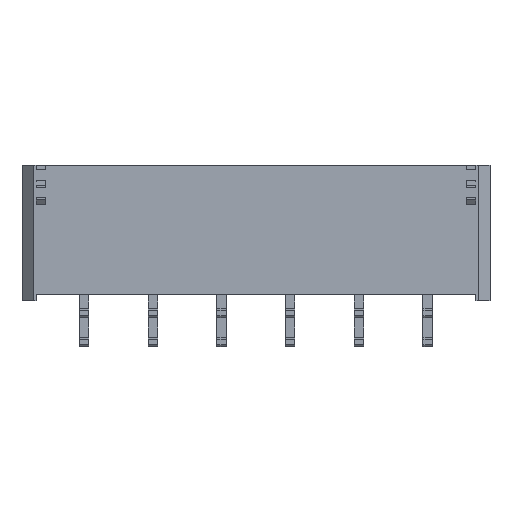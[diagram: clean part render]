
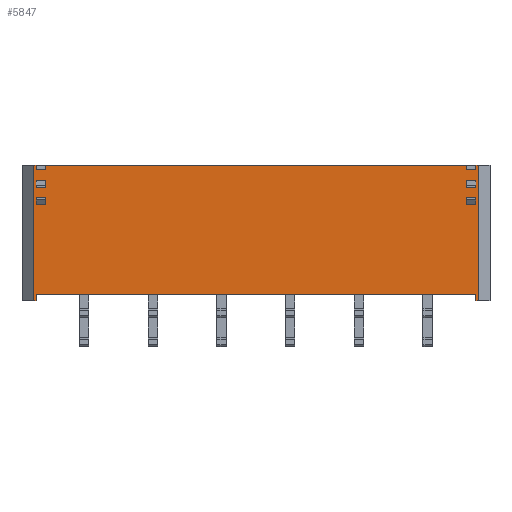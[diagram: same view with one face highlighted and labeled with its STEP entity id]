
A CAD part, front view. The second image highlights one B-rep face of the part: STEP entity #5847.
In plain terms, the highlighted planar face has unit normal (0, -1, 0).
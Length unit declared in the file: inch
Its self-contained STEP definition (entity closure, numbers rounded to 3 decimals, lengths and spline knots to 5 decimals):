
#13=DIRECTION('',(1.,0.,0.));
#14=VECTOR('',#13,0.0105);
#15=CARTESIAN_POINT('',(-0.955,-0.227,-0.2905));
#16=LINE('',#15,#14);
#45=DIRECTION('',(1.,0.,0.));
#46=VECTOR('',#45,0.0105);
#47=CARTESIAN_POINT('',(0.9445,-0.227,-0.2905));
#48=LINE('',#47,#46);
#93=DIRECTION('',(0.,0.,1.));
#94=VECTOR('',#93,0.015);
#95=CARTESIAN_POINT('',(-0.9045,-0.227,0.1385));
#96=LINE('',#95,#94);
#97=DIRECTION('',(-1.,0.,0.));
#98=VECTOR('',#97,0.04);
#99=CARTESIAN_POINT('',(-0.9045,-0.227,0.1535));
#100=LINE('',#99,#98);
#101=DIRECTION('',(0.,0.,1.));
#102=VECTOR('',#101,0.015);
#103=CARTESIAN_POINT('',(-0.9445,-0.227,0.1385));
#104=LINE('',#103,#102);
#105=DIRECTION('',(-1.,0.,0.));
#106=VECTOR('',#105,0.04);
#107=CARTESIAN_POINT('',(-0.9045,-0.227,0.1385));
#108=LINE('',#107,#106);
#109=DIRECTION('',(0.,0.,1.));
#110=VECTOR('',#109,0.015);
#111=CARTESIAN_POINT('',(-0.9045,-0.227,0.1935));
#112=LINE('',#111,#110);
#113=DIRECTION('',(-1.,0.,0.));
#114=VECTOR('',#113,0.04);
#115=CARTESIAN_POINT('',(-0.9045,-0.227,0.2085));
#116=LINE('',#115,#114);
#117=DIRECTION('',(0.,0.,1.));
#118=VECTOR('',#117,0.015);
#119=CARTESIAN_POINT('',(-0.9445,-0.227,0.1935));
#120=LINE('',#119,#118);
#121=DIRECTION('',(-1.,0.,0.));
#122=VECTOR('',#121,0.04);
#123=CARTESIAN_POINT('',(-0.9045,-0.227,0.1935));
#124=LINE('',#123,#122);
#125=DIRECTION('',(0.,0.,1.));
#126=VECTOR('',#125,0.015);
#127=CARTESIAN_POINT('',(0.9045,-0.227,0.1385));
#128=LINE('',#127,#126);
#129=DIRECTION('',(1.,0.,0.));
#130=VECTOR('',#129,0.04);
#131=CARTESIAN_POINT('',(0.9045,-0.227,0.1385));
#132=LINE('',#131,#130);
#133=DIRECTION('',(0.,0.,1.));
#134=VECTOR('',#133,0.015);
#135=CARTESIAN_POINT('',(0.9445,-0.227,0.1385));
#136=LINE('',#135,#134);
#137=DIRECTION('',(1.,0.,0.));
#138=VECTOR('',#137,0.04);
#139=CARTESIAN_POINT('',(0.9045,-0.227,0.1535));
#140=LINE('',#139,#138);
#141=DIRECTION('',(0.,0.,1.));
#142=VECTOR('',#141,0.015);
#143=CARTESIAN_POINT('',(0.9045,-0.227,0.1935));
#144=LINE('',#143,#142);
#145=DIRECTION('',(1.,0.,0.));
#146=VECTOR('',#145,0.04);
#147=CARTESIAN_POINT('',(0.9045,-0.227,0.1935));
#148=LINE('',#147,#146);
#149=DIRECTION('',(0.,0.,1.));
#150=VECTOR('',#149,0.015);
#151=CARTESIAN_POINT('',(0.9445,-0.227,0.1935));
#152=LINE('',#151,#150);
#153=DIRECTION('',(1.,0.,0.));
#154=VECTOR('',#153,0.04);
#155=CARTESIAN_POINT('',(0.9045,-0.227,0.2085));
#156=LINE('',#155,#154);
#157=DIRECTION('',(-1.,0.,0.));
#158=VECTOR('',#157,0.04);
#159=CARTESIAN_POINT('',(0.9445,-0.227,0.2705));
#160=LINE('',#159,#158);
#161=DIRECTION('',(0.,0.,-1.));
#162=VECTOR('',#161,0.02);
#163=CARTESIAN_POINT('',(0.9445,-0.227,0.2905));
#164=LINE('',#163,#162);
#165=DIRECTION('',(0.,0.,1.));
#166=VECTOR('',#165,0.025);
#167=CARTESIAN_POINT('',(0.9445,-0.227,-0.2905));
#168=LINE('',#167,#166);
#169=DIRECTION('',(1.,0.,0.));
#170=VECTOR('',#169,1.889);
#171=CARTESIAN_POINT('',(-0.9445,-0.227,-0.2655));
#172=LINE('',#171,#170);
#173=DIRECTION('',(0.,0.,1.));
#174=VECTOR('',#173,0.025);
#175=CARTESIAN_POINT('',(-0.9445,-0.227,-0.2905));
#176=LINE('',#175,#174);
#177=DIRECTION('',(0.,0.,1.));
#178=VECTOR('',#177,0.581);
#179=CARTESIAN_POINT('',(-0.955,-0.227,-0.2905));
#180=LINE('',#179,#178);
#181=DIRECTION('',(0.,0.,-1.));
#182=VECTOR('',#181,0.02);
#183=CARTESIAN_POINT('',(-0.9445,-0.227,0.2905));
#184=LINE('',#183,#182);
#185=DIRECTION('',(-1.,0.,0.));
#186=VECTOR('',#185,0.04);
#187=CARTESIAN_POINT('',(-0.9045,-0.227,0.2705));
#188=LINE('',#187,#186);
#189=DIRECTION('',(0.,0.,-1.));
#190=VECTOR('',#189,0.02);
#191=CARTESIAN_POINT('',(-0.9045,-0.227,0.2905));
#192=LINE('',#191,#190);
#193=DIRECTION('',(0.,0.,-1.));
#194=VECTOR('',#193,0.02);
#195=CARTESIAN_POINT('',(0.9045,-0.227,0.2905));
#196=LINE('',#195,#194);
#693=DIRECTION('',(1.,0.,0.));
#694=VECTOR('',#693,1.809);
#695=CARTESIAN_POINT('',(-0.9045,-0.227,0.2905));
#696=LINE('',#695,#694);
#709=DIRECTION('',(1.,0.,0.));
#710=VECTOR('',#709,0.0105);
#711=CARTESIAN_POINT('',(-0.955,-0.227,0.2905));
#712=LINE('',#711,#710);
#757=DIRECTION('',(1.,0.,0.));
#758=VECTOR('',#757,0.0105);
#759=CARTESIAN_POINT('',(0.9445,-0.227,0.2905));
#760=LINE('',#759,#758);
#3611=DIRECTION('',(0.,0.,1.));
#3612=VECTOR('',#3611,0.581);
#3613=CARTESIAN_POINT('',(0.955,-0.227,-0.2905));
#3614=LINE('',#3613,#3612);
#4270=CARTESIAN_POINT('',(-0.955,-0.227,-0.2905));
#4272=VERTEX_POINT('',#4270);
#4273=CARTESIAN_POINT('',(0.955,-0.227,-0.2905));
#4275=VERTEX_POINT('',#4273);
#4285=CARTESIAN_POINT('',(-0.955,-0.227,0.2905));
#4286=VERTEX_POINT('',#4285);
#4287=CARTESIAN_POINT('',(0.955,-0.227,0.2905));
#4288=VERTEX_POINT('',#4287);
#4493=CARTESIAN_POINT('',(-0.9445,-0.227,-0.2655));
#4494=CARTESIAN_POINT('',(0.9445,-0.227,-0.2655));
#4495=VERTEX_POINT('',#4493);
#4496=VERTEX_POINT('',#4494);
#4557=CARTESIAN_POINT('',(-0.9445,-0.227,-0.2905));
#4558=VERTEX_POINT('',#4557);
#4611=CARTESIAN_POINT('',(0.9445,-0.227,-0.2905));
#4612=VERTEX_POINT('',#4611);
#4747=CARTESIAN_POINT('',(-0.9045,-0.227,0.1385));
#4748=VERTEX_POINT('',#4747);
#4749=CARTESIAN_POINT('',(-0.9045,-0.227,0.1535));
#4750=VERTEX_POINT('',#4749);
#4751=CARTESIAN_POINT('',(-0.9045,-0.227,0.2085));
#4752=VERTEX_POINT('',#4751);
#4753=CARTESIAN_POINT('',(-0.9045,-0.227,0.1935));
#4754=VERTEX_POINT('',#4753);
#4755=CARTESIAN_POINT('',(-0.9445,-0.227,0.1385));
#4756=VERTEX_POINT('',#4755);
#4757=CARTESIAN_POINT('',(-0.9445,-0.227,0.2085));
#4758=VERTEX_POINT('',#4757);
#4759=CARTESIAN_POINT('',(-0.9445,-0.227,0.1535));
#4760=VERTEX_POINT('',#4759);
#4761=CARTESIAN_POINT('',(-0.9445,-0.227,0.1935));
#4762=VERTEX_POINT('',#4761);
#4815=CARTESIAN_POINT('',(0.9445,-0.227,0.2905));
#4817=VERTEX_POINT('',#4815);
#4821=CARTESIAN_POINT('',(0.9045,-0.227,0.2905));
#4822=VERTEX_POINT('',#4821);
#4835=CARTESIAN_POINT('',(-0.9045,-0.227,0.2905));
#4837=VERTEX_POINT('',#4835);
#4841=CARTESIAN_POINT('',(-0.9445,-0.227,0.2905));
#4842=VERTEX_POINT('',#4841);
#4863=CARTESIAN_POINT('',(0.9445,-0.227,0.2705));
#4864=VERTEX_POINT('',#4863);
#4865=CARTESIAN_POINT('',(0.9045,-0.227,0.2705));
#4866=VERTEX_POINT('',#4865);
#4867=CARTESIAN_POINT('',(-0.9045,-0.227,0.2705));
#4868=VERTEX_POINT('',#4867);
#4869=CARTESIAN_POINT('',(-0.9445,-0.227,0.2705));
#4870=VERTEX_POINT('',#4869);
#4981=CARTESIAN_POINT('',(0.9045,-0.227,0.1385));
#4982=CARTESIAN_POINT('',(0.9045,-0.227,0.1535));
#4983=VERTEX_POINT('',#4981);
#4984=VERTEX_POINT('',#4982);
#4985=CARTESIAN_POINT('',(0.9045,-0.227,0.1935));
#4986=CARTESIAN_POINT('',(0.9045,-0.227,0.2085));
#4987=VERTEX_POINT('',#4985);
#4988=VERTEX_POINT('',#4986);
#4989=CARTESIAN_POINT('',(0.9445,-0.227,0.1385));
#4990=CARTESIAN_POINT('',(0.9445,-0.227,0.1535));
#4991=VERTEX_POINT('',#4989);
#4992=VERTEX_POINT('',#4990);
#4993=CARTESIAN_POINT('',(0.9445,-0.227,0.1935));
#4994=CARTESIAN_POINT('',(0.9445,-0.227,0.2085));
#4995=VERTEX_POINT('',#4993);
#4996=VERTEX_POINT('',#4994);
#5771=CARTESIAN_POINT('',(-0.955,-0.227,-0.2905));
#5772=DIRECTION('',(0.,-1.,0.));
#5773=DIRECTION('',(1.,0.,0.));
#5774=AXIS2_PLACEMENT_3D('',#5771,#5772,#5773);
#5775=PLANE('',#5774);
#5777=ORIENTED_EDGE('',*,*,#5776,.F.);
#5779=ORIENTED_EDGE('',*,*,#5778,.F.);
#5781=ORIENTED_EDGE('',*,*,#5780,.T.);
#5783=ORIENTED_EDGE('',*,*,#5782,.F.);
#5784=ORIENTED_EDGE('',*,*,#5692,.F.);
#5786=ORIENTED_EDGE('',*,*,#5785,.T.);
#5788=ORIENTED_EDGE('',*,*,#5787,.F.);
#5789=ORIENTED_EDGE('',*,*,#5741,.F.);
#5790=ORIENTED_EDGE('',*,*,#5660,.F.);
#5792=ORIENTED_EDGE('',*,*,#5791,.T.);
#5794=ORIENTED_EDGE('',*,*,#5793,.T.);
#5796=ORIENTED_EDGE('',*,*,#5795,.T.);
#5798=ORIENTED_EDGE('',*,*,#5797,.F.);
#5800=ORIENTED_EDGE('',*,*,#5799,.F.);
#5802=ORIENTED_EDGE('',*,*,#5801,.T.);
#5804=ORIENTED_EDGE('',*,*,#5803,.T.);
#5805=EDGE_LOOP('',(#5777,#5779,#5781,#5783,#5784,#5786,#5788,#5789,#5790,#5792,
#5794,#5796,#5798,#5800,#5802,#5804));
#5806=FACE_OUTER_BOUND('',#5805,.F.);
#5808=ORIENTED_EDGE('',*,*,#5807,.T.);
#5810=ORIENTED_EDGE('',*,*,#5809,.T.);
#5812=ORIENTED_EDGE('',*,*,#5811,.F.);
#5814=ORIENTED_EDGE('',*,*,#5813,.F.);
#5815=EDGE_LOOP('',(#5808,#5810,#5812,#5814));
#5816=FACE_BOUND('',#5815,.F.);
#5818=ORIENTED_EDGE('',*,*,#5817,.F.);
#5820=ORIENTED_EDGE('',*,*,#5819,.T.);
#5822=ORIENTED_EDGE('',*,*,#5821,.T.);
#5824=ORIENTED_EDGE('',*,*,#5823,.F.);
#5825=EDGE_LOOP('',(#5818,#5820,#5822,#5824));
#5826=FACE_BOUND('',#5825,.F.);
#5828=ORIENTED_EDGE('',*,*,#5827,.F.);
#5830=ORIENTED_EDGE('',*,*,#5829,.T.);
#5832=ORIENTED_EDGE('',*,*,#5831,.T.);
#5834=ORIENTED_EDGE('',*,*,#5833,.F.);
#5835=EDGE_LOOP('',(#5828,#5830,#5832,#5834));
#5836=FACE_BOUND('',#5835,.F.);
#5838=ORIENTED_EDGE('',*,*,#5837,.T.);
#5840=ORIENTED_EDGE('',*,*,#5839,.T.);
#5842=ORIENTED_EDGE('',*,*,#5841,.F.);
#5844=ORIENTED_EDGE('',*,*,#5843,.F.);
#5845=EDGE_LOOP('',(#5838,#5840,#5842,#5844));
#5846=FACE_BOUND('',#5845,.F.);
#5847=ADVANCED_FACE('',(#5806,#5816,#5826,#5836,#5846),#5775,.T.);
#5660=EDGE_CURVE('',#4272,#4558,#16,.T.);
#5692=EDGE_CURVE('',#4612,#4275,#48,.T.);
#5741=EDGE_CURVE('',#4558,#4495,#176,.T.);
#5776=EDGE_CURVE('',#4864,#4866,#160,.T.);
#5778=EDGE_CURVE('',#4817,#4864,#164,.T.);
#5780=EDGE_CURVE('',#4817,#4288,#760,.T.);
#5782=EDGE_CURVE('',#4275,#4288,#3614,.T.);
#5785=EDGE_CURVE('',#4612,#4496,#168,.T.);
#5787=EDGE_CURVE('',#4495,#4496,#172,.T.);
#5791=EDGE_CURVE('',#4272,#4286,#180,.T.);
#5793=EDGE_CURVE('',#4286,#4842,#712,.T.);
#5795=EDGE_CURVE('',#4842,#4870,#184,.T.);
#5797=EDGE_CURVE('',#4868,#4870,#188,.T.);
#5799=EDGE_CURVE('',#4837,#4868,#192,.T.);
#5801=EDGE_CURVE('',#4837,#4822,#696,.T.);
#5803=EDGE_CURVE('',#4822,#4866,#196,.T.);
#5807=EDGE_CURVE('',#4754,#4752,#112,.T.);
#5809=EDGE_CURVE('',#4752,#4758,#116,.T.);
#5811=EDGE_CURVE('',#4762,#4758,#120,.T.);
#5813=EDGE_CURVE('',#4754,#4762,#124,.T.);
#5817=EDGE_CURVE('',#4983,#4984,#128,.T.);
#5819=EDGE_CURVE('',#4983,#4991,#132,.T.);
#5821=EDGE_CURVE('',#4991,#4992,#136,.T.);
#5823=EDGE_CURVE('',#4984,#4992,#140,.T.);
#5827=EDGE_CURVE('',#4987,#4988,#144,.T.);
#5829=EDGE_CURVE('',#4987,#4995,#148,.T.);
#5831=EDGE_CURVE('',#4995,#4996,#152,.T.);
#5833=EDGE_CURVE('',#4988,#4996,#156,.T.);
#5837=EDGE_CURVE('',#4748,#4750,#96,.T.);
#5839=EDGE_CURVE('',#4750,#4760,#100,.T.);
#5841=EDGE_CURVE('',#4756,#4760,#104,.T.);
#5843=EDGE_CURVE('',#4748,#4756,#108,.T.);
